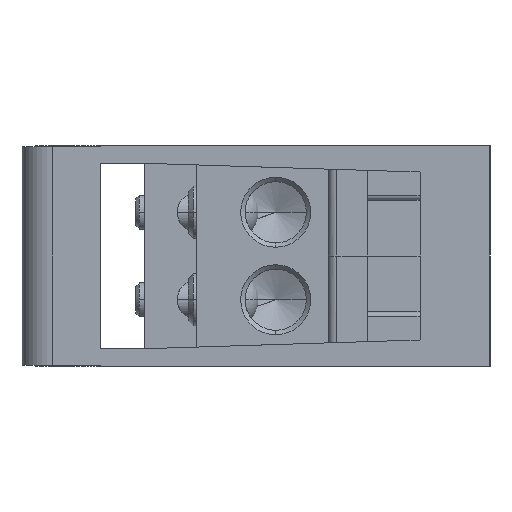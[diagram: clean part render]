
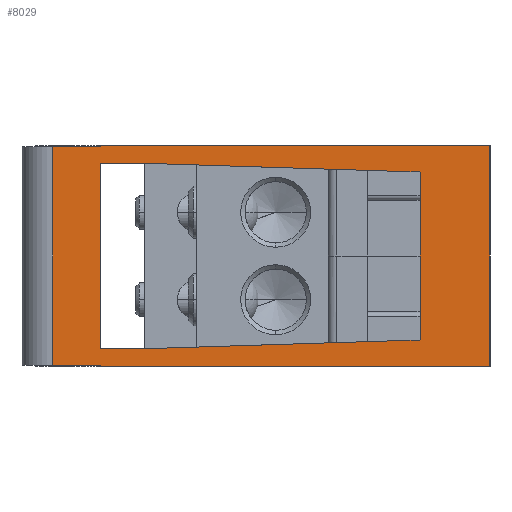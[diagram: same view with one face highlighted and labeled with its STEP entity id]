
A CAD part, left-side view. The second image highlights one B-rep face of the part: STEP entity #8029.
In plain terms, the highlighted planar face has unit normal (-1, 0, 0).
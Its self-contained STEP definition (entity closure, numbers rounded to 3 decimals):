
#923=DIRECTION('',(0.,0.,1.));
#924=VECTOR('',#923,21.2);
#925=CARTESIAN_POINT('',(41.,84.5,-15.263));
#926=LINE('',#925,#924);
#991=DIRECTION('',(0.,-1.,0.));
#992=VECTOR('',#991,5.5);
#993=CARTESIAN_POINT('',(41.,90.,-17.163));
#994=LINE('',#993,#992);
#1196=DIRECTION('',(0.,0.,1.));
#1197=VECTOR('',#1196,9.6);
#1198=CARTESIAN_POINT('',(41.,48.,-4.663));
#1199=LINE('',#1198,#1197);
#1200=DIRECTION('',(0.,0.999,0.032));
#1201=VECTOR('',#1200,31.516);
#1202=CARTESIAN_POINT('',(41.,48.,4.937));
#1203=LINE('',#1202,#1201);
#1204=DIRECTION('',(0.,1.,0.));
#1205=VECTOR('',#1204,5.);
#1206=CARTESIAN_POINT('',(41.,79.5,5.937));
#1207=LINE('',#1206,#1205);
#1208=DIRECTION('',(0.,-1.,0.));
#1209=VECTOR('',#1208,5.);
#1210=CARTESIAN_POINT('',(41.,84.5,-15.263));
#1211=LINE('',#1210,#1209);
#1212=DIRECTION('',(0.,-0.999,0.032));
#1213=VECTOR('',#1212,31.516);
#1214=CARTESIAN_POINT('',(41.,79.5,-15.263));
#1215=LINE('',#1214,#1213);
#1216=DIRECTION('',(0.,-1.,0.));
#1217=VECTOR('',#1216,44.5);
#1218=CARTESIAN_POINT('',(41.,84.5,7.937));
#1219=LINE('',#1218,#1217);
#1220=DIRECTION('',(0.,0.,-1.));
#1221=VECTOR('',#1220,12.6);
#1222=CARTESIAN_POINT('',(41.,40.,-4.663));
#1223=LINE('',#1222,#1221);
#1224=DIRECTION('',(0.,1.,0.));
#1225=VECTOR('',#1224,44.5);
#1226=CARTESIAN_POINT('',(41.,40.,-17.263));
#1227=LINE('',#1226,#1225);
#1356=DIRECTION('',(0.,0.,-1.));
#1357=VECTOR('',#1356,9.6);
#1358=CARTESIAN_POINT('',(41.,48.,-4.663));
#1359=LINE('',#1358,#1357);
#1989=DIRECTION('',(0.,1.,0.));
#1990=VECTOR('',#1989,5.5);
#1991=CARTESIAN_POINT('',(41.,84.5,7.837));
#1992=LINE('',#1991,#1990);
#2762=DIRECTION('',(0.,0.,-1.));
#2763=VECTOR('',#2762,0.1);
#2764=CARTESIAN_POINT('',(41.,84.5,7.937));
#2765=LINE('',#2764,#2763);
#3036=DIRECTION('',(0.,0.,1.));
#3037=VECTOR('',#3036,12.6);
#3038=CARTESIAN_POINT('',(41.,40.,-4.663));
#3039=LINE('',#3038,#3037);
#3860=DIRECTION('',(0.,0.,-1.));
#3861=VECTOR('',#3860,25.);
#3862=CARTESIAN_POINT('',(41.,90.,7.837));
#3863=LINE('',#3862,#3861);
#3927=DIRECTION('',(0.,0.,-1.));
#3928=VECTOR('',#3927,0.1);
#3929=CARTESIAN_POINT('',(41.,84.5,-17.163));
#3930=LINE('',#3929,#3928);
#5066=CARTESIAN_POINT('',(41.,84.5,-17.263));
#5067=VERTEX_POINT('',#5066);
#5068=CARTESIAN_POINT('',(41.,40.,-17.263));
#5069=VERTEX_POINT('',#5068);
#5152=CARTESIAN_POINT('',(41.,79.5,-15.263));
#5153=VERTEX_POINT('',#5152);
#5179=CARTESIAN_POINT('',(41.,48.,-14.263));
#5180=VERTEX_POINT('',#5179);
#5332=CARTESIAN_POINT('',(41.,40.,-4.663));
#5333=VERTEX_POINT('',#5332);
#5334=CARTESIAN_POINT('',(41.,48.,-4.663));
#5335=VERTEX_POINT('',#5334);
#5394=CARTESIAN_POINT('',(41.,48.,4.937));
#5395=VERTEX_POINT('',#5394);
#5434=CARTESIAN_POINT('',(41.,79.5,5.937));
#5435=VERTEX_POINT('',#5434);
#5522=CARTESIAN_POINT('',(41.,40.,7.937));
#5523=VERTEX_POINT('',#5522);
#5524=CARTESIAN_POINT('',(41.,84.5,7.937));
#5525=VERTEX_POINT('',#5524);
#5648=CARTESIAN_POINT('',(41.,90.,7.837));
#5649=CARTESIAN_POINT('',(41.,90.,-17.163));
#5650=VERTEX_POINT('',#5648);
#5651=VERTEX_POINT('',#5649);
#6119=CARTESIAN_POINT('',(41.,84.5,-15.263));
#6120=VERTEX_POINT('',#6119);
#6155=CARTESIAN_POINT('',(41.,84.5,-17.163));
#6156=VERTEX_POINT('',#6155);
#6188=CARTESIAN_POINT('',(41.,84.5,5.937));
#6190=VERTEX_POINT('',#6188);
#6215=CARTESIAN_POINT('',(41.,84.5,7.837));
#6217=VERTEX_POINT('',#6215);
#7993=CARTESIAN_POINT('',(41.,62.25,-10.963));
#7994=DIRECTION('',(1.,0.,0.));
#7995=DIRECTION('',(0.,-1.,0.));
#7996=AXIS2_PLACEMENT_3D('',#7993,#7994,#7995);
#7997=PLANE('',#7996);
#7999=ORIENTED_EDGE('',*,*,#7998,.F.);
#8001=ORIENTED_EDGE('',*,*,#8000,.F.);
#8003=ORIENTED_EDGE('',*,*,#8002,.T.);
#8005=ORIENTED_EDGE('',*,*,#8004,.F.);
#8007=ORIENTED_EDGE('',*,*,#8006,.T.);
#8008=ORIENTED_EDGE('',*,*,#7449,.T.);
#8010=ORIENTED_EDGE('',*,*,#8009,.F.);
#8011=ORIENTED_EDGE('',*,*,#7684,.F.);
#8013=ORIENTED_EDGE('',*,*,#8012,.F.);
#8014=EDGE_LOOP('',(#7999,#8001,#8003,#8005,#8007,#8008,#8010,#8011,#8013));
#8015=FACE_OUTER_BOUND('',#8014,.F.);
#8017=ORIENTED_EDGE('',*,*,#8016,.T.);
#8019=ORIENTED_EDGE('',*,*,#8018,.T.);
#8020=ORIENTED_EDGE('',*,*,#7973,.T.);
#8021=ORIENTED_EDGE('',*,*,#7567,.F.);
#8022=ORIENTED_EDGE('',*,*,#7602,.T.);
#8024=ORIENTED_EDGE('',*,*,#8023,.T.);
#8026=ORIENTED_EDGE('',*,*,#8025,.F.);
#8027=EDGE_LOOP('',(#8017,#8019,#8020,#8021,#8022,#8024,#8026));
#8028=FACE_BOUND('',#8027,.F.);
#7449=EDGE_CURVE('',#5069,#5067,#1227,.T.);
#7567=EDGE_CURVE('',#6120,#6190,#926,.T.);
#7602=EDGE_CURVE('',#6120,#5153,#1211,.T.);
#7684=EDGE_CURVE('',#5651,#6156,#994,.T.);
#7973=EDGE_CURVE('',#5435,#6190,#1207,.T.);
#7998=EDGE_CURVE('',#6217,#5650,#1992,.T.);
#8000=EDGE_CURVE('',#5525,#6217,#2765,.T.);
#8002=EDGE_CURVE('',#5525,#5523,#1219,.T.);
#8004=EDGE_CURVE('',#5333,#5523,#3039,.T.);
#8006=EDGE_CURVE('',#5333,#5069,#1223,.T.);
#8009=EDGE_CURVE('',#6156,#5067,#3930,.T.);
#8012=EDGE_CURVE('',#5650,#5651,#3863,.T.);
#8016=EDGE_CURVE('',#5335,#5395,#1199,.T.);
#8018=EDGE_CURVE('',#5395,#5435,#1203,.T.);
#8023=EDGE_CURVE('',#5153,#5180,#1215,.T.);
#8025=EDGE_CURVE('',#5335,#5180,#1359,.T.);
#8029=ADVANCED_FACE('',(#8015,#8028),#7997,.F.);
